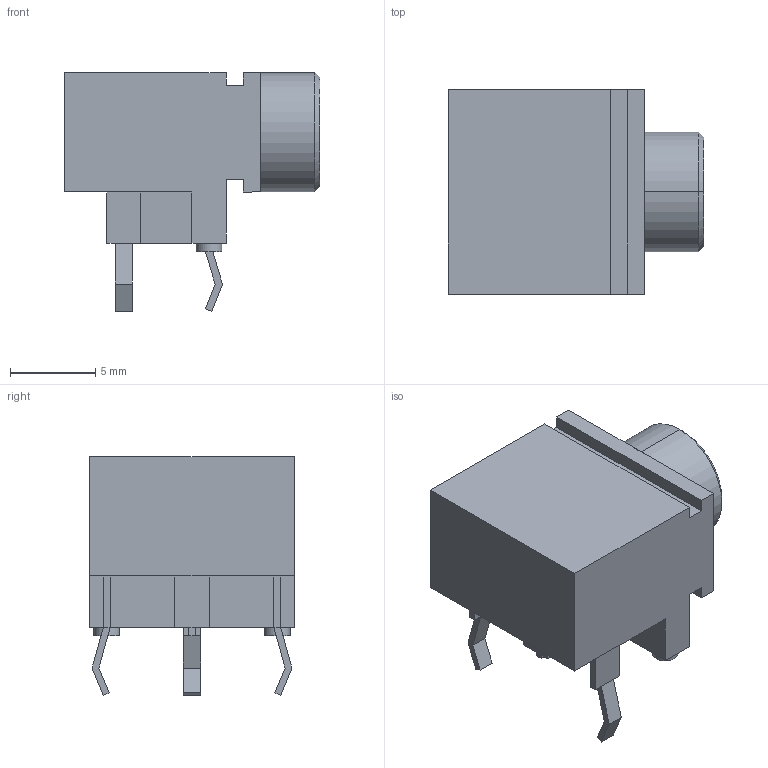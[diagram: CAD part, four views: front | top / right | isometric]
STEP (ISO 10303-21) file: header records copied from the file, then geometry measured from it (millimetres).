
FILE_DESCRIPTION (( 'STEP AP203' ), '1' );
FILE_NAME ('CUI_DEVICES_SJ1-3553NG.step', '2019-10-20T22:37:53', ( '' ), ( '' ), 'SwSTEP 2.0', 'SolidWorks 2019', '' );
FILE_SCHEMA (( 'CONFIG_CONTROL_DESIGN' ));
Length unit declared in the file: inch
Products named in the file (1): CUI_DEVICES_SJ1-3553NG
Bounding box: 15 x 12 x 14 mm (x, y, z)
Volume: 1158.2 mm3; surface area: 932.4 mm2
Topology: 1 solids, 1 shells, 75 faces, 184 edges, 118 vertices
Faces by surface type: plane 65, cylinder 8, cone 2
Entity records: 2243 total; most frequent: CARTESIAN_POINT 378, ORIENTED_EDGE 368, DIRECTION 354, EDGE_CURVE 184, VECTOR 166, LINE 166, VERTEX_POINT 118, AXIS2_PLACEMENT_3D 94
